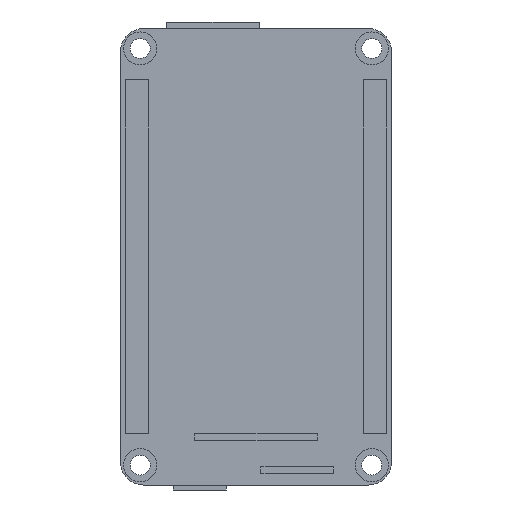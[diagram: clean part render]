
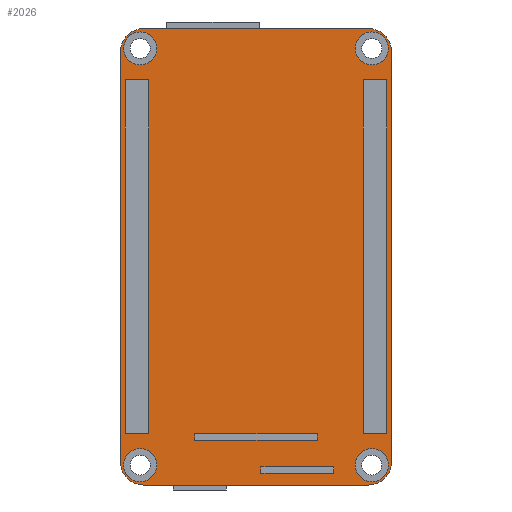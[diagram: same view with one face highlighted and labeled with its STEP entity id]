
A CAD part, front view. The second image highlights one B-rep face of the part: STEP entity #2026.
In plain terms, the highlighted planar face has unit normal (0, -1, 0).
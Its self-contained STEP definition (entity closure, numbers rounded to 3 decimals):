
#43=FACE_BOUND('',#197,.T.);
#44=FACE_BOUND('',#198,.T.);
#45=FACE_BOUND('',#199,.T.);
#46=FACE_BOUND('',#200,.T.);
#47=FACE_BOUND('',#201,.T.);
#48=FACE_BOUND('',#202,.T.);
#49=FACE_BOUND('',#203,.T.);
#50=FACE_BOUND('',#204,.T.);
#70=FACE_OUTER_BOUND('',#196,.T.);
#196=EDGE_LOOP('',(#1342,#1343,#1344,#1345,#1346,#1347,#1348,#1349));
#197=EDGE_LOOP('',(#1350,#1351,#1352,#1353));
#198=EDGE_LOOP('',(#1354,#1355,#1356,#1357));
#199=EDGE_LOOP('',(#1358));
#200=EDGE_LOOP('',(#1359));
#201=EDGE_LOOP('',(#1360));
#202=EDGE_LOOP('',(#1361));
#203=EDGE_LOOP('',(#1362,#1363,#1364,#1365));
#204=EDGE_LOOP('',(#1366,#1367,#1368,#1369));
#346=CIRCLE('',#2183,3.5);
#347=CIRCLE('',#2184,3.5);
#348=CIRCLE('',#2185,3.5);
#349=CIRCLE('',#2186,3.5);
#350=CIRCLE('',#2187,2.5);
#351=CIRCLE('',#2188,2.5);
#352=CIRCLE('',#2189,2.5);
#353=CIRCLE('',#2190,2.5);
#406=LINE('',#2975,#638);
#407=LINE('',#2979,#639);
#408=LINE('',#2983,#640);
#409=LINE('',#2987,#641);
#410=LINE('',#2991,#642);
#411=LINE('',#2993,#643);
#412=LINE('',#2995,#644);
#413=LINE('',#2996,#645);
#414=LINE('',#2999,#646);
#415=LINE('',#3001,#647);
#416=LINE('',#3003,#648);
#417=LINE('',#3004,#649);
#418=LINE('',#3015,#650);
#419=LINE('',#3017,#651);
#420=LINE('',#3019,#652);
#421=LINE('',#3020,#653);
#422=LINE('',#3023,#654);
#423=LINE('',#3025,#655);
#424=LINE('',#3027,#656);
#425=LINE('',#3028,#657);
#638=VECTOR('',#2400,62.);
#639=VECTOR('',#2403,34.);
#640=VECTOR('',#2406,62.);
#641=VECTOR('',#2409,34.);
#642=VECTOR('',#2412,53.5);
#643=VECTOR('',#2413,3.5);
#644=VECTOR('',#2414,53.5);
#645=VECTOR('',#2415,3.5);
#646=VECTOR('',#2416,1.);
#647=VECTOR('',#2417,11.);
#648=VECTOR('',#2418,1.);
#649=VECTOR('',#2419,11.);
#650=VECTOR('',#2428,1.);
#651=VECTOR('',#2429,18.5);
#652=VECTOR('',#2430,1.);
#653=VECTOR('',#2431,18.5);
#654=VECTOR('',#2432,53.5);
#655=VECTOR('',#2433,3.5);
#656=VECTOR('',#2434,53.5);
#657=VECTOR('',#2435,3.5);
#882=VERTEX_POINT('',#2973);
#883=VERTEX_POINT('',#2974);
#884=VERTEX_POINT('',#2976);
#885=VERTEX_POINT('',#2978);
#886=VERTEX_POINT('',#2980);
#887=VERTEX_POINT('',#2982);
#888=VERTEX_POINT('',#2984);
#889=VERTEX_POINT('',#2986);
#890=VERTEX_POINT('',#2989);
#891=VERTEX_POINT('',#2990);
#892=VERTEX_POINT('',#2992);
#893=VERTEX_POINT('',#2994);
#894=VERTEX_POINT('',#2997);
#895=VERTEX_POINT('',#2998);
#896=VERTEX_POINT('',#3000);
#897=VERTEX_POINT('',#3002);
#898=VERTEX_POINT('',#3005);
#899=VERTEX_POINT('',#3007);
#900=VERTEX_POINT('',#3009);
#901=VERTEX_POINT('',#3011);
#902=VERTEX_POINT('',#3013);
#903=VERTEX_POINT('',#3014);
#904=VERTEX_POINT('',#3016);
#905=VERTEX_POINT('',#3018);
#906=VERTEX_POINT('',#3021);
#907=VERTEX_POINT('',#3022);
#908=VERTEX_POINT('',#3024);
#909=VERTEX_POINT('',#3026);
#1066=EDGE_CURVE('',#882,#883,#406,.T.);
#1067=EDGE_CURVE('',#882,#884,#346,.F.);
#1068=EDGE_CURVE('',#885,#884,#407,.T.);
#1069=EDGE_CURVE('',#885,#886,#347,.F.);
#1070=EDGE_CURVE('',#887,#886,#408,.T.);
#1071=EDGE_CURVE('',#887,#888,#348,.F.);
#1072=EDGE_CURVE('',#889,#888,#409,.T.);
#1073=EDGE_CURVE('',#889,#883,#349,.F.);
#1074=EDGE_CURVE('',#890,#891,#410,.T.);
#1075=EDGE_CURVE('',#892,#890,#411,.T.);
#1076=EDGE_CURVE('',#893,#892,#412,.T.);
#1077=EDGE_CURVE('',#891,#893,#413,.T.);
#1078=EDGE_CURVE('',#894,#895,#414,.T.);
#1079=EDGE_CURVE('',#896,#894,#415,.T.);
#1080=EDGE_CURVE('',#897,#896,#416,.T.);
#1081=EDGE_CURVE('',#895,#897,#417,.T.);
#1082=EDGE_CURVE('',#898,#898,#350,.T.);
#1083=EDGE_CURVE('',#899,#899,#351,.T.);
#1084=EDGE_CURVE('',#900,#900,#352,.T.);
#1085=EDGE_CURVE('',#901,#901,#353,.T.);
#1086=EDGE_CURVE('',#902,#903,#418,.T.);
#1087=EDGE_CURVE('',#904,#902,#419,.T.);
#1088=EDGE_CURVE('',#905,#904,#420,.T.);
#1089=EDGE_CURVE('',#903,#905,#421,.T.);
#1090=EDGE_CURVE('',#906,#907,#422,.T.);
#1091=EDGE_CURVE('',#908,#906,#423,.T.);
#1092=EDGE_CURVE('',#909,#908,#424,.T.);
#1093=EDGE_CURVE('',#907,#909,#425,.T.);
#1342=ORIENTED_EDGE('',*,*,#1066,.F.);
#1343=ORIENTED_EDGE('',*,*,#1067,.T.);
#1344=ORIENTED_EDGE('',*,*,#1068,.F.);
#1345=ORIENTED_EDGE('',*,*,#1069,.T.);
#1346=ORIENTED_EDGE('',*,*,#1070,.F.);
#1347=ORIENTED_EDGE('',*,*,#1071,.T.);
#1348=ORIENTED_EDGE('',*,*,#1072,.F.);
#1349=ORIENTED_EDGE('',*,*,#1073,.T.);
#1350=ORIENTED_EDGE('',*,*,#1074,.F.);
#1351=ORIENTED_EDGE('',*,*,#1075,.F.);
#1352=ORIENTED_EDGE('',*,*,#1076,.F.);
#1353=ORIENTED_EDGE('',*,*,#1077,.F.);
#1354=ORIENTED_EDGE('',*,*,#1078,.F.);
#1355=ORIENTED_EDGE('',*,*,#1079,.F.);
#1356=ORIENTED_EDGE('',*,*,#1080,.F.);
#1357=ORIENTED_EDGE('',*,*,#1081,.F.);
#1358=ORIENTED_EDGE('',*,*,#1082,.F.);
#1359=ORIENTED_EDGE('',*,*,#1083,.F.);
#1360=ORIENTED_EDGE('',*,*,#1084,.F.);
#1361=ORIENTED_EDGE('',*,*,#1085,.F.);
#1362=ORIENTED_EDGE('',*,*,#1086,.F.);
#1363=ORIENTED_EDGE('',*,*,#1087,.F.);
#1364=ORIENTED_EDGE('',*,*,#1088,.F.);
#1365=ORIENTED_EDGE('',*,*,#1089,.F.);
#1366=ORIENTED_EDGE('',*,*,#1090,.F.);
#1367=ORIENTED_EDGE('',*,*,#1091,.F.);
#1368=ORIENTED_EDGE('',*,*,#1092,.F.);
#1369=ORIENTED_EDGE('',*,*,#1093,.F.);
#1831=PLANE('',#2182);
#2026=ADVANCED_FACE('',(#70,#43,#44,#45,#46,#47,#48,#49,#50),#1831,.F.);
#2182=AXIS2_PLACEMENT_3D('',#2972,#2398,#2399);
#2183=AXIS2_PLACEMENT_3D('',#2977,#2401,#2402);
#2184=AXIS2_PLACEMENT_3D('',#2981,#2404,#2405);
#2185=AXIS2_PLACEMENT_3D('',#2985,#2407,#2408);
#2186=AXIS2_PLACEMENT_3D('',#2988,#2410,#2411);
#2187=AXIS2_PLACEMENT_3D('',#3006,#2420,#2421);
#2188=AXIS2_PLACEMENT_3D('',#3008,#2422,#2423);
#2189=AXIS2_PLACEMENT_3D('',#3010,#2424,#2425);
#2190=AXIS2_PLACEMENT_3D('',#3012,#2426,#2427);
#2398=DIRECTION('center_axis',(0.,1.,0.));
#2399=DIRECTION('ref_axis',(0.,0.,1.));
#2400=DIRECTION('',(0.,0.,1.));
#2401=DIRECTION('center_axis',(0.,1.,0.));
#2402=DIRECTION('ref_axis',(0.,0.,1.));
#2403=DIRECTION('',(-1.,0.,0.));
#2404=DIRECTION('center_axis',(0.,1.,0.));
#2405=DIRECTION('ref_axis',(0.,0.,1.));
#2406=DIRECTION('',(0.,0.,-1.));
#2407=DIRECTION('center_axis',(0.,1.,0.));
#2408=DIRECTION('ref_axis',(0.,0.,1.));
#2409=DIRECTION('',(1.,0.,0.));
#2410=DIRECTION('center_axis',(0.,1.,0.));
#2411=DIRECTION('ref_axis',(0.,0.,1.));
#2412=DIRECTION('',(0.,0.,-1.));
#2413=DIRECTION('',(-1.,0.,0.));
#2414=DIRECTION('',(0.,0.,1.));
#2415=DIRECTION('',(1.,0.,0.));
#2416=DIRECTION('',(0.,0.,-1.));
#2417=DIRECTION('',(-1.,0.,0.));
#2418=DIRECTION('',(0.,0.,1.));
#2419=DIRECTION('',(1.,0.,0.));
#2420=DIRECTION('center_axis',(0.,-1.,0.));
#2421=DIRECTION('ref_axis',(0.,0.,-1.));
#2422=DIRECTION('center_axis',(0.,-1.,0.));
#2423=DIRECTION('ref_axis',(0.,0.,-1.));
#2424=DIRECTION('center_axis',(0.,-1.,0.));
#2425=DIRECTION('ref_axis',(0.,0.,-1.));
#2426=DIRECTION('center_axis',(0.,-1.,0.));
#2427=DIRECTION('ref_axis',(0.,0.,-1.));
#2428=DIRECTION('',(0.,0.,-1.));
#2429=DIRECTION('',(-1.,0.,0.));
#2430=DIRECTION('',(0.,0.,1.));
#2431=DIRECTION('',(1.,0.,0.));
#2432=DIRECTION('',(0.,0.,-1.));
#2433=DIRECTION('',(-1.,0.,0.));
#2434=DIRECTION('',(0.,0.,1.));
#2435=DIRECTION('',(1.,0.,0.));
#2972=CARTESIAN_POINT('Origin',(0.,0.,0.));
#2973=CARTESIAN_POINT('',(-13.688,0.,-28.556));
#2974=CARTESIAN_POINT('',(-13.688,0.,33.444));
#2975=CARTESIAN_POINT('',(-13.688,0.,-28.556));
#2976=CARTESIAN_POINT('',(-10.188,0.,-32.056));
#2977=CARTESIAN_POINT('Origin',(-10.188,0.,-28.556));
#2978=CARTESIAN_POINT('',(23.813,0.,-32.056));
#2979=CARTESIAN_POINT('',(23.813,0.,-32.056));
#2980=CARTESIAN_POINT('',(27.313,0.,-28.556));
#2981=CARTESIAN_POINT('Origin',(23.813,0.,-28.556));
#2982=CARTESIAN_POINT('',(27.313,0.,33.444));
#2983=CARTESIAN_POINT('',(27.313,0.,33.444));
#2984=CARTESIAN_POINT('',(23.813,0.,36.944));
#2985=CARTESIAN_POINT('Origin',(23.813,0.,33.444));
#2986=CARTESIAN_POINT('',(-10.188,0.,36.944));
#2987=CARTESIAN_POINT('',(-10.188,0.,36.944));
#2988=CARTESIAN_POINT('Origin',(-10.188,0.,33.444));
#2989=CARTESIAN_POINT('',(23.063,0.,29.194));
#2990=CARTESIAN_POINT('',(23.063,0.,-24.306));
#2991=CARTESIAN_POINT('',(23.063,0.,29.194));
#2992=CARTESIAN_POINT('',(26.563,0.,29.194));
#2993=CARTESIAN_POINT('',(26.563,0.,29.194));
#2994=CARTESIAN_POINT('',(26.563,0.,-24.306));
#2995=CARTESIAN_POINT('',(26.563,0.,-24.306));
#2996=CARTESIAN_POINT('',(23.063,0.,-24.306));
#2997=CARTESIAN_POINT('',(7.562,0.,-29.306));
#2998=CARTESIAN_POINT('',(7.562,0.,-30.306));
#2999=CARTESIAN_POINT('',(7.562,0.,-29.306));
#3000=CARTESIAN_POINT('',(18.563,0.,-29.306));
#3001=CARTESIAN_POINT('',(18.563,0.,-29.306));
#3002=CARTESIAN_POINT('',(18.563,0.,-30.306));
#3003=CARTESIAN_POINT('',(18.563,0.,-30.306));
#3004=CARTESIAN_POINT('',(7.562,0.,-30.306));
#3005=CARTESIAN_POINT('',(24.313,0.,36.444));
#3006=CARTESIAN_POINT('Origin',(24.313,0.,33.944));
#3007=CARTESIAN_POINT('',(-10.688,0.,-26.556));
#3008=CARTESIAN_POINT('Origin',(-10.688,0.,-29.056));
#3009=CARTESIAN_POINT('',(24.313,0.,-26.556));
#3010=CARTESIAN_POINT('Origin',(24.313,0.,-29.056));
#3011=CARTESIAN_POINT('',(-10.688,0.,36.444));
#3012=CARTESIAN_POINT('Origin',(-10.688,0.,33.944));
#3013=CARTESIAN_POINT('',(-2.438,0.,-24.306));
#3014=CARTESIAN_POINT('',(-2.438,0.,-25.306));
#3015=CARTESIAN_POINT('',(-2.438,0.,-24.306));
#3016=CARTESIAN_POINT('',(16.063,0.,-24.306));
#3017=CARTESIAN_POINT('',(16.063,0.,-24.306));
#3018=CARTESIAN_POINT('',(16.063,0.,-25.306));
#3019=CARTESIAN_POINT('',(16.063,0.,-25.306));
#3020=CARTESIAN_POINT('',(-2.438,0.,-25.306));
#3021=CARTESIAN_POINT('',(-12.938,0.,29.194));
#3022=CARTESIAN_POINT('',(-12.938,0.,-24.306));
#3023=CARTESIAN_POINT('',(-12.938,0.,29.194));
#3024=CARTESIAN_POINT('',(-9.438,0.,29.194));
#3025=CARTESIAN_POINT('',(-9.438,0.,29.194));
#3026=CARTESIAN_POINT('',(-9.438,0.,-24.306));
#3027=CARTESIAN_POINT('',(-9.438,0.,-24.306));
#3028=CARTESIAN_POINT('',(-12.938,0.,-24.306));
